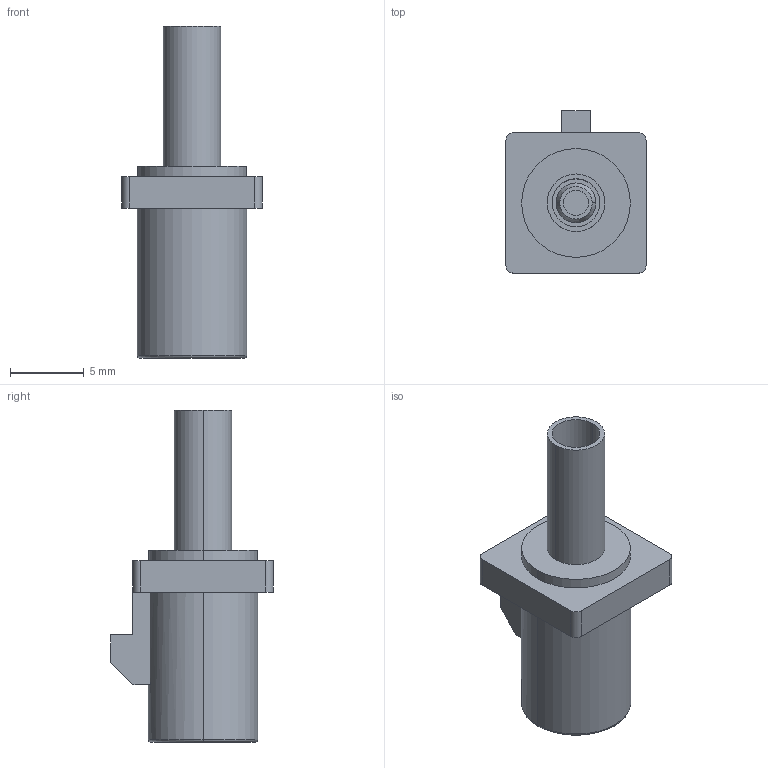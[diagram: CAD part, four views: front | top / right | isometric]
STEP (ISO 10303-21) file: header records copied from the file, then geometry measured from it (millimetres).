
FILE_DESCRIPTION (( 'STEP AP214' ), '1' );
FILE_NAME ('FMCN1349Z.step', '2021-05-03T20:08:18', ( '' ), ( '' ), 'SwSTEP 2.0', 'SolidWorks 2020', '' );
FILE_SCHEMA (( 'AUTOMOTIVE_DESIGN' ));
Length unit declared in the file: inch
Products named in the file (1): FMCN1349Z
Bounding box: 9.5 x 11 x 22.5 mm (x, y, z)
Volume: 517.8 mm3; surface area: 1100.3 mm2
Topology: 3 solids, 3 shells, 80 faces, 175 edges, 109 vertices
Faces by surface type: cylinder 36, plane 26, cone 12, torus 6
Entity records: 2509 total; most frequent: DIRECTION 421, CARTESIAN_POINT 407, ORIENTED_EDGE 346, EDGE_CURVE 173, AXIS2_PLACEMENT_3D 171, VERTEX_POINT 109, EDGE_LOOP 94, CIRCLE 90
